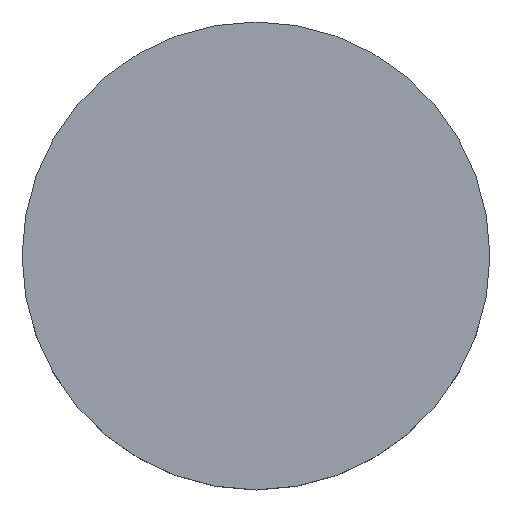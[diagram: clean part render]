
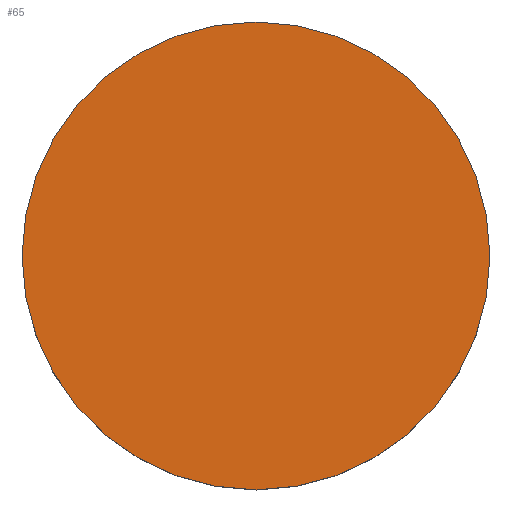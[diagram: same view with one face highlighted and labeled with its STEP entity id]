
A CAD part, top view. The second image highlights one B-rep face of the part: STEP entity #65.
In plain terms, the highlighted planar face has unit normal (0, 0, 1).
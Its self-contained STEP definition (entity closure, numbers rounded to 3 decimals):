
#18=PLANE('',#87);
#22=FACE_OUTER_BOUND('',#28,.T.);
#28=EDGE_LOOP('',(#55));
#37=CIRCLE('',#88,14.3);
#41=VERTEX_POINT('',#124);
#46=EDGE_CURVE('',#41,#41,#37,.T.);
#55=ORIENTED_EDGE('',*,*,#46,.T.);
#65=ADVANCED_FACE('',(#22),#18,.T.);
#87=AXIS2_PLACEMENT_3D('',#123,#105,#106);
#88=AXIS2_PLACEMENT_3D('',#125,#107,#108);
#105=DIRECTION('center_axis',(0.,0.,1.));
#106=DIRECTION('ref_axis',(-1.,0.,0.));
#107=DIRECTION('center_axis',(0.,0.,1.));
#108=DIRECTION('ref_axis',(-1.,0.,0.));
#123=CARTESIAN_POINT('Origin',(65.1,-271.5,146.24));
#124=CARTESIAN_POINT('',(79.4,-271.5,146.24));
#125=CARTESIAN_POINT('Origin',(65.1,-271.5,146.24));
